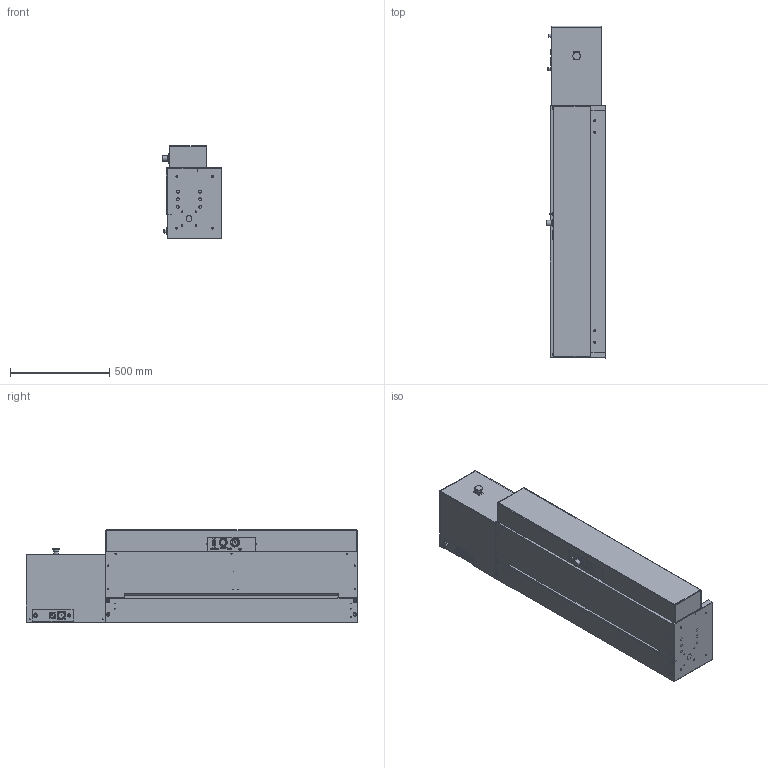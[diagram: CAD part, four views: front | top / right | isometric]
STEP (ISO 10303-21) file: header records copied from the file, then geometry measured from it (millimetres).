
FILE_DESCRIPTION(/* description */ (''),/* implementation_level */ '2;1');
FILE_NAME(/* name */ 'RF1000.stp',/* time_stamp */ '2023-03-01T08:24:08-05:00',/* author */ ('tmcandrew'),/* organization */ (''),/* preprocessor_version */ 'ST-DEVELOPER v16.1',/* originating_system */ 'Autodesk Inventor 2016',/* authorisation */ '');
FILE_SCHEMA (('AUTOMOTIVE_DESIGN { 1 0 10303 214 3 1 1 }'));
Products named in the file (1): 212030AB
Bounding box: 299.88 x 1674.88 x 466.57 mm (x, y, z)
Volume: 30481946.3 mm3; surface area: 7366435.6 mm2
Topology: 5 solids, 30 shells, 2197 faces, 5644 edges, 3722 vertices
Faces by surface type: plane 1238, bspline 443, cylinder 410, cone 97, sphere 8, torus 1
Full cylindrical faces by diameter (mm): 2.459 x4, 2.95 x16, 3.242 x11, 3.5 x11, 4 x7, 4.134 x27, 4.5 x8, 4.917 x6, 5 x5, 5.5 x12, 5.6 x3, 6 x8, 6.6 x4, 6.647 x23, 8 x3, 8.376 x22, 8.611 x3, 9 x25, 9.5 x1, 10 x14, 10.106 x6, 10.287 x1, 10.396 x1, 11 x19, 11.1 x4, 12 x2, 12.5 x3, 12.7 x1, 13 x2, 14 x1
Entity records: 69012 total; most frequent: CARTESIAN_POINT 18101, ORIENTED_EDGE 9994, DIRECTION 8475, EDGE_CURVE 4996, VERTEX_POINT 3528, LINE 3231, VECTOR 3231, EDGE_LOOP 3117
